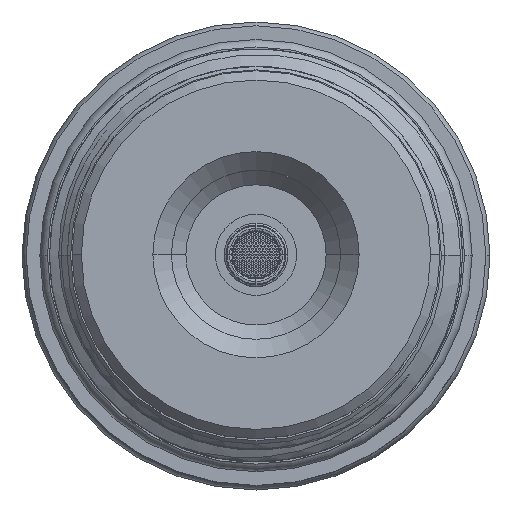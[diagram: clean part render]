
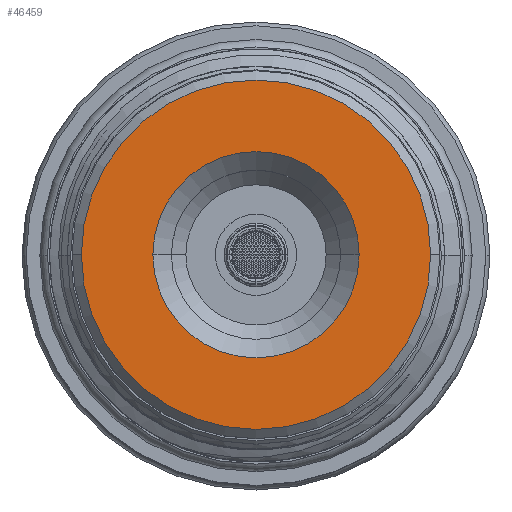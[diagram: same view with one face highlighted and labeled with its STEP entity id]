
A CAD part, top view. The second image highlights one B-rep face of the part: STEP entity #46459.
In plain terms, the highlighted planar face has unit normal (0, 0, 1).
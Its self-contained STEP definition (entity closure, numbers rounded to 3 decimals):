
#3583 = VERTEX_POINT ( 'NONE', #15937 ) ;
#4686 = CARTESIAN_POINT ( 'NONE',  ( -15.075, 0., 108.85 ) ) ;
#6889 = DIRECTION ( 'NONE',  ( 1., 0., 0. ) ) ;
#7469 = ORIENTED_EDGE ( 'NONE', *, *, #40346, .F. ) ;
#13107 = VERTEX_POINT ( 'NONE', #15551 ) ;
#13688 = PLANE ( 'NONE',  #40281 ) ;
#15551 = CARTESIAN_POINT ( 'NONE',  ( -8.9, 0., 108.85 ) ) ;
#15937 = CARTESIAN_POINT ( 'NONE',  ( 15.075, 0., 108.85 ) ) ;
#16623 = AXIS2_PLACEMENT_3D ( 'NONE', #91510, #61114, #6889 ) ;
#21530 = CARTESIAN_POINT ( 'NONE',  ( 8.9, 0., 108.85 ) ) ;
#23046 = VERTEX_POINT ( 'NONE', #21530 ) ;
#24169 = ORIENTED_EDGE ( 'NONE', *, *, #76095, .F. ) ;
#24551 = EDGE_CURVE ( 'NONE', #3583, #58126, #92968, .T. ) ;
#26387 = ORIENTED_EDGE ( 'NONE', *, *, #68286, .F. ) ;
#36638 = CIRCLE ( 'NONE', #60900, 8.9 ) ;
#40281 = AXIS2_PLACEMENT_3D ( 'NONE', #68807, #45837, #99917 ) ;
#40346 = EDGE_CURVE ( 'NONE', #23046, #13107, #51608, .T. ) ;
#41158 = CARTESIAN_POINT ( 'NONE',  ( 0., 0., 108.85 ) ) ;
#41831 = DIRECTION ( 'NONE',  ( 1., 0., 0. ) ) ;
#44979 = EDGE_LOOP ( 'NONE', ( #24169, #61563 ) ) ;
#45837 = DIRECTION ( 'NONE',  ( 0., 0., 1. ) ) ;
#46459 = ADVANCED_FACE ( 'NONE', ( #49083, #75282 ), #13688, .T. ) ;
#48124 = DIRECTION ( 'NONE',  ( 0., 0., -1. ) ) ;
#49083 = FACE_OUTER_BOUND ( 'NONE', #44979, .T. ) ;
#51608 = CIRCLE ( 'NONE', #16623, 8.9 ) ;
#52528 = DIRECTION ( 'NONE',  ( -1., 0., 0. ) ) ;
#55878 = EDGE_LOOP ( 'NONE', ( #7469, #26387 ) ) ;
#58126 = VERTEX_POINT ( 'NONE', #4686 ) ;
#58503 = AXIS2_PLACEMENT_3D ( 'NONE', #87324, #48124, #70415 ) ;
#60900 = AXIS2_PLACEMENT_3D ( 'NONE', #41158, #64522, #41831 ) ;
#61114 = DIRECTION ( 'NONE',  ( 0., 0., 1. ) ) ;
#61563 = ORIENTED_EDGE ( 'NONE', *, *, #24551, .F. ) ;
#64522 = DIRECTION ( 'NONE',  ( 0., 0., 1. ) ) ;
#68286 = EDGE_CURVE ( 'NONE', #13107, #23046, #36638, .T. ) ;
#68357 = DIRECTION ( 'NONE',  ( 0., 0., -1. ) ) ;
#68807 = CARTESIAN_POINT ( 'NONE',  ( -15.075, 0., 108.85 ) ) ;
#70415 = DIRECTION ( 'NONE',  ( -1., 0., 0. ) ) ;
#75086 = CARTESIAN_POINT ( 'NONE',  ( 0., 0., 108.85 ) ) ;
#75282 = FACE_BOUND ( 'NONE', #55878, .T. ) ;
#76095 = EDGE_CURVE ( 'NONE', #58126, #3583, #91656, .T. ) ;
#76706 = AXIS2_PLACEMENT_3D ( 'NONE', #75086, #68357, #52528 ) ;
#87324 = CARTESIAN_POINT ( 'NONE',  ( 0., 0., 108.85 ) ) ;
#91510 = CARTESIAN_POINT ( 'NONE',  ( 0., 0., 108.85 ) ) ;
#91656 = CIRCLE ( 'NONE', #58503, 15.075 ) ;
#92968 = CIRCLE ( 'NONE', #76706, 15.075 ) ;
#99917 = DIRECTION ( 'NONE',  ( 1., 0., 0. ) ) ;
